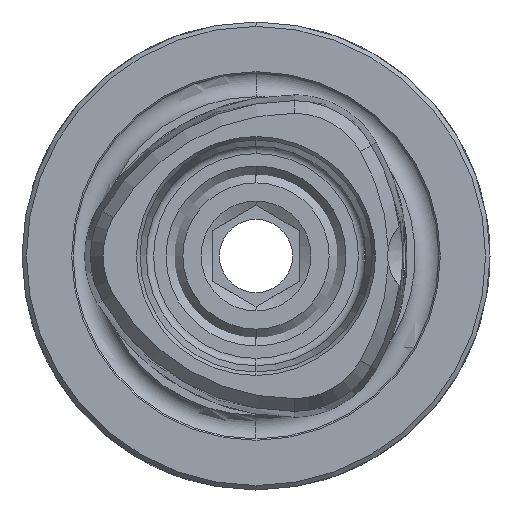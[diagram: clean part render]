
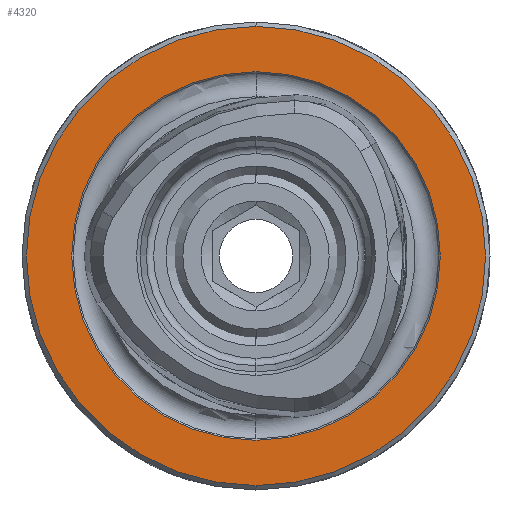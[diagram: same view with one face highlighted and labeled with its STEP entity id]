
A CAD part, left-side view. The second image highlights one B-rep face of the part: STEP entity #4320.
In plain terms, the highlighted planar face has unit normal (-1, 0, 0).
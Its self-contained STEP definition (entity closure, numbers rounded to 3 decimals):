
#23 = EDGE_CURVE ( 'NONE', #1490, #1129, #2637, .T. ) ;
#50 = CIRCLE ( 'NONE', #5998, 12.6 ) ;
#261 = CARTESIAN_POINT ( 'NONE',  ( 0., 0., 0. ) ) ;
#796 = ORIENTED_EDGE ( 'NONE', *, *, #4111, .F. ) ;
#885 = EDGE_CURVE ( 'NONE', #1129, #1490, #2719, .T. ) ;
#1101 = CARTESIAN_POINT ( 'NONE',  ( 0., 0., 15.7 ) ) ;
#1129 = VERTEX_POINT ( 'NONE', #1101 ) ;
#1345 = DIRECTION ( 'NONE',  ( 0., 0., 1. ) ) ;
#1429 = DIRECTION ( 'NONE',  ( 0., 0., -1. ) ) ;
#1490 = VERTEX_POINT ( 'NONE', #4100 ) ;
#1533 = DIRECTION ( 'NONE',  ( -1., 0., 0. ) ) ;
#1552 = CARTESIAN_POINT ( 'NONE',  ( 0., 0., 0. ) ) ;
#1835 = CARTESIAN_POINT ( 'NONE',  ( 0., 0., 12.6 ) ) ;
#2050 = ORIENTED_EDGE ( 'NONE', *, *, #885, .T. ) ;
#2520 = ORIENTED_EDGE ( 'NONE', *, *, #6386, .F. ) ;
#2628 = CIRCLE ( 'NONE', #6553, 12.6 ) ;
#2637 = CIRCLE ( 'NONE', #3089, 15.7 ) ;
#2719 = CIRCLE ( 'NONE', #3551, 15.7 ) ;
#3089 = AXIS2_PLACEMENT_3D ( 'NONE', #1552, #1533, #4257 ) ;
#3287 = AXIS2_PLACEMENT_3D ( 'NONE', #4177, #5239, #1429 ) ;
#3458 = EDGE_LOOP ( 'NONE', ( #2520, #796 ) ) ;
#3497 = DIRECTION ( 'NONE',  ( -1., 0., 0. ) ) ;
#3551 = AXIS2_PLACEMENT_3D ( 'NONE', #6729, #3497, #1345 ) ;
#3738 = VERTEX_POINT ( 'NONE', #1835 ) ;
#3908 = ORIENTED_EDGE ( 'NONE', *, *, #23, .T. ) ;
#4039 = FACE_OUTER_BOUND ( 'NONE', #6421, .T. ) ;
#4100 = CARTESIAN_POINT ( 'NONE',  ( 0., 0., -15.7 ) ) ;
#4111 = EDGE_CURVE ( 'NONE', #5212, #3738, #50, .T. ) ;
#4156 = PLANE ( 'NONE',  #3287 ) ;
#4177 = CARTESIAN_POINT ( 'NONE',  ( 0., 12.6, 0. ) ) ;
#4257 = DIRECTION ( 'NONE',  ( 0., 0., 1. ) ) ;
#4320 = ADVANCED_FACE ( 'NONE', ( #4537, #4039 ), #4156, .F. ) ;
#4537 = FACE_BOUND ( 'NONE', #3458, .T. ) ;
#4918 = CARTESIAN_POINT ( 'NONE',  ( 0., 0., 0. ) ) ;
#5079 = DIRECTION ( 'NONE',  ( -1., 0., 0. ) ) ;
#5142 = DIRECTION ( 'NONE',  ( 0., 0., 1. ) ) ;
#5212 = VERTEX_POINT ( 'NONE', #5320 ) ;
#5239 = DIRECTION ( 'NONE',  ( 1., 0., 0. ) ) ;
#5320 = CARTESIAN_POINT ( 'NONE',  ( 0., 0., -12.6 ) ) ;
#5387 = DIRECTION ( 'NONE',  ( -1., 0., 0. ) ) ;
#5998 = AXIS2_PLACEMENT_3D ( 'NONE', #4918, #5387, #6535 ) ;
#6386 = EDGE_CURVE ( 'NONE', #3738, #5212, #2628, .T. ) ;
#6421 = EDGE_LOOP ( 'NONE', ( #3908, #2050 ) ) ;
#6535 = DIRECTION ( 'NONE',  ( 0., 0., 1. ) ) ;
#6553 = AXIS2_PLACEMENT_3D ( 'NONE', #261, #5079, #5142 ) ;
#6729 = CARTESIAN_POINT ( 'NONE',  ( 0., 0., 0. ) ) ;
